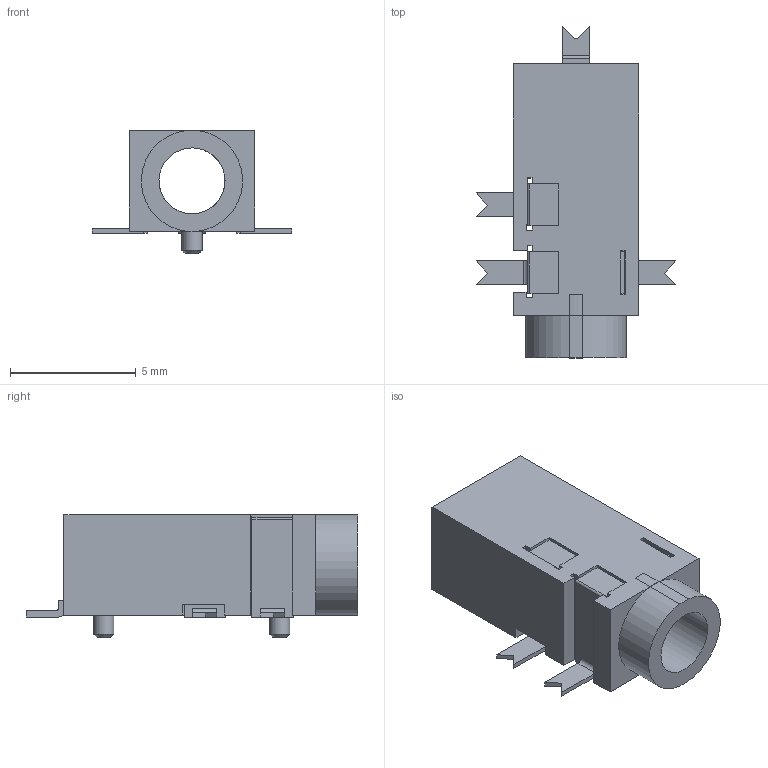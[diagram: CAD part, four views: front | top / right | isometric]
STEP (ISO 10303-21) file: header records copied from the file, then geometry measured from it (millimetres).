
FILE_DESCRIPTION(/* description */ ('Unknown'),/* implementation_level */ '2;1');
FILE_NAME(/* name */ 'SJ-2504A-SMT-TR',/* time_stamp */ '2024-01-19T10:42:15+02:00',/* author */ ('Unknown'),/* organization */ ('Unknown'),/* preprocessor_version */ 'ST-DEVELOPER v18.102',/* originating_system */ 'Solid Edge',/* authorisation */ 'Unknown');
FILE_SCHEMA (('AUTOMOTIVE_DESIGN {1 0 10303 214 3 1 1}'));
Length unit declared in the file: millimetre
Products named in the file (1): SJ-2504A-SMT-TR
Bounding box: 7.95 x 13.21 x 4.91 mm (x, y, z)
Volume: 150.1 mm3; surface area: 423.2 mm2
Topology: 1 solids, 1 shells, 108 faces, 302 edges, 197 vertices
Faces by surface type: plane 92, cylinder 14, cone 2
Full cylindrical faces by diameter (mm): 0.8 x2, 2.629 x1
Entity records: 4153 total; most frequent: CARTESIAN_POINT 597, ORIENTED_EDGE 588, DIRECTION 543, EDGE_CURVE 294, LINE 263, VECTOR 263, VERTEX_POINT 194, AXIS2_PLACEMENT_3D 140
